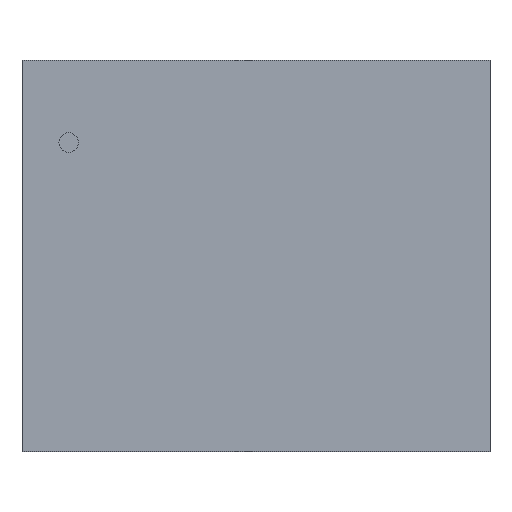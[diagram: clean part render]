
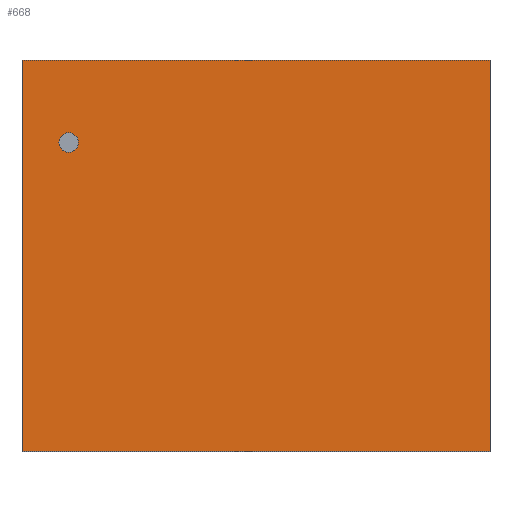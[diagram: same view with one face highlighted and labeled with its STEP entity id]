
A CAD part, top view. The second image highlights one B-rep face of the part: STEP entity #668.
In plain terms, the highlighted planar face has unit normal (0, 0, 1).
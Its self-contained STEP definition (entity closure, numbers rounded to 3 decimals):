
#133 = DIRECTION ( 'NONE',  ( 0., -1., 0. ) ) ;
#200 = VERTEX_POINT ( 'NONE', #479 ) ;
#204 = CARTESIAN_POINT ( 'NONE',  ( -1.549, -1.295, 1.397 ) ) ;
#242 = DIRECTION ( 'NONE',  ( 1., 0., 0. ) ) ;
#253 = EDGE_CURVE ( 'NONE', #1397, #200, #2104, .T. ) ;
#258 = LINE ( 'NONE', #1046, #2411 ) ;
#366 = ORIENTED_EDGE ( 'NONE', *, *, #253, .F. ) ;
#479 = CARTESIAN_POINT ( 'NONE',  ( 1.549, 1.295, 1.397 ) ) ;
#630 = DIRECTION ( 'NONE',  ( 0., 0., 1. ) ) ;
#668 = ADVANCED_FACE ( 'NONE', ( #1617 ), #1427, .T. ) ;
#790 = VERTEX_POINT ( 'NONE', #2456 ) ;
#893 = ORIENTED_EDGE ( 'NONE', *, *, #1295, .F. ) ;
#951 = EDGE_LOOP ( 'NONE', ( #366, #1805, #1735, #893 ) ) ;
#1028 = LINE ( 'NONE', #2183, #1542 ) ;
#1042 = CARTESIAN_POINT ( 'NONE',  ( -1.549, 1.295, 1.397 ) ) ;
#1046 = CARTESIAN_POINT ( 'NONE',  ( -1.549, -1.295, 1.397 ) ) ;
#1069 = VECTOR ( 'NONE', #242, 1000. ) ;
#1093 = CARTESIAN_POINT ( 'NONE',  ( 1.549, 1.295, 1.397 ) ) ;
#1204 = VECTOR ( 'NONE', #1420, 1000. ) ;
#1229 = EDGE_CURVE ( 'NONE', #1812, #1397, #2255, .T. ) ;
#1295 = EDGE_CURVE ( 'NONE', #200, #790, #1028, .T. ) ;
#1397 = VERTEX_POINT ( 'NONE', #1399 ) ;
#1399 = CARTESIAN_POINT ( 'NONE',  ( -1.549, 1.295, 1.397 ) ) ;
#1420 = DIRECTION ( 'NONE',  ( 0., 1., 0. ) ) ;
#1426 = AXIS2_PLACEMENT_3D ( 'NONE', #204, #630, #2026 ) ;
#1427 = PLANE ( 'NONE',  #1426 ) ;
#1542 = VECTOR ( 'NONE', #133, 1000. ) ;
#1602 = CARTESIAN_POINT ( 'NONE',  ( -1.549, -1.295, 1.397 ) ) ;
#1617 = FACE_OUTER_BOUND ( 'NONE', #951, .T. ) ;
#1691 = EDGE_CURVE ( 'NONE', #790, #1812, #258, .T. ) ;
#1735 = ORIENTED_EDGE ( 'NONE', *, *, #1691, .F. ) ;
#1805 = ORIENTED_EDGE ( 'NONE', *, *, #1229, .F. ) ;
#1812 = VERTEX_POINT ( 'NONE', #1602 ) ;
#2026 = DIRECTION ( 'NONE',  ( 1., 0., 0. ) ) ;
#2104 = LINE ( 'NONE', #1093, #1069 ) ;
#2183 = CARTESIAN_POINT ( 'NONE',  ( 1.549, -1.295, 1.397 ) ) ;
#2225 = DIRECTION ( 'NONE',  ( -1., 0., 0. ) ) ;
#2255 = LINE ( 'NONE', #1042, #1204 ) ;
#2411 = VECTOR ( 'NONE', #2225, 1000. ) ;
#2456 = CARTESIAN_POINT ( 'NONE',  ( 1.549, -1.295, 1.397 ) ) ;
